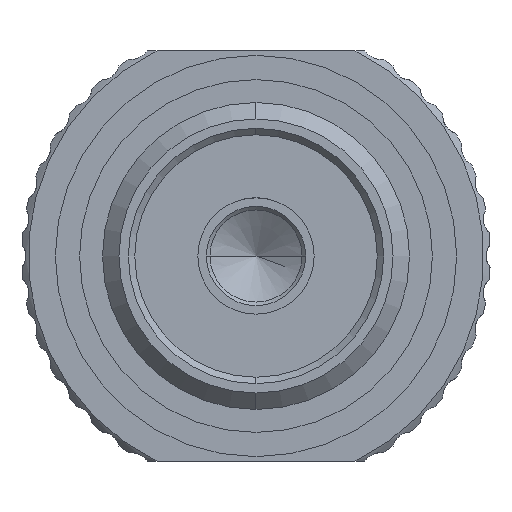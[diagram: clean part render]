
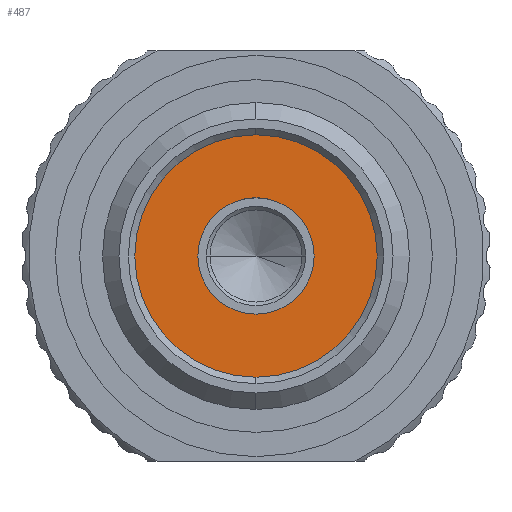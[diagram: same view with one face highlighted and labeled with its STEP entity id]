
A CAD part, left-side view. The second image highlights one B-rep face of the part: STEP entity #487.
In plain terms, the highlighted face is planar.
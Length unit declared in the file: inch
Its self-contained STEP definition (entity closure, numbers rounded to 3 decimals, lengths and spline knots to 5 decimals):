
#52 = ORIENTED_EDGE ( 'NONE', *, *, #6974, .T. ) ;
#346 = CARTESIAN_POINT ( 'NONE',  ( 0.34275, 0., 0. ) ) ;
#472 = VERTEX_POINT ( 'NONE', #4251 ) ;
#487 = ADVANCED_FACE ( 'NONE', ( #4763, #6031 ), #2604, .T. ) ;
#970 = ORIENTED_EDGE ( 'NONE', *, *, #3355, .F. ) ;
#1378 = DIRECTION ( 'NONE',  ( 1., 0., 0. ) ) ;
#1519 = DIRECTION ( 'NONE',  ( 0., 0., -1. ) ) ;
#1523 = CIRCLE ( 'NONE', #6928, 0.03568 ) ;
#1873 = CARTESIAN_POINT ( 'NONE',  ( 0.34275, 0., -0.03568 ) ) ;
#2196 = EDGE_LOOP ( 'NONE', ( #970, #4839 ) ) ;
#2465 = AXIS2_PLACEMENT_3D ( 'NONE', #3510, #1378, #6726 ) ;
#2604 = PLANE ( 'NONE',  #4246 ) ;
#2606 = AXIS2_PLACEMENT_3D ( 'NONE', #4679, #5105, #5150 ) ;
#2639 = EDGE_LOOP ( 'NONE', ( #52, #6523 ) ) ;
#2883 = VERTEX_POINT ( 'NONE', #6506 ) ;
#3172 = DIRECTION ( 'NONE',  ( 1., 0., 0. ) ) ;
#3215 = DIRECTION ( 'NONE',  ( 1., 0., 0. ) ) ;
#3268 = CARTESIAN_POINT ( 'NONE',  ( 0.34275, 0., 0. ) ) ;
#3355 = EDGE_CURVE ( 'NONE', #6724, #472, #4500, .T. ) ;
#3510 = CARTESIAN_POINT ( 'NONE',  ( 0.34275, 0., 0. ) ) ;
#3705 = EDGE_CURVE ( 'NONE', #472, #6724, #1523, .T. ) ;
#4203 = AXIS2_PLACEMENT_3D ( 'NONE', #3268, #3215, #4317 ) ;
#4246 = AXIS2_PLACEMENT_3D ( 'NONE', #5359, #3172, #1519 ) ;
#4251 = CARTESIAN_POINT ( 'NONE',  ( 0.34275, 0., 0.03568 ) ) ;
#4317 = DIRECTION ( 'NONE',  ( 0., 0., -1. ) ) ;
#4500 = CIRCLE ( 'NONE', #4203, 0.03568 ) ;
#4510 = CIRCLE ( 'NONE', #2606, 0.14764 ) ;
#4679 = CARTESIAN_POINT ( 'NONE',  ( 0.34275, 0., 0. ) ) ;
#4763 = FACE_OUTER_BOUND ( 'NONE', #2639, .T. ) ;
#4839 = ORIENTED_EDGE ( 'NONE', *, *, #3705, .F. ) ;
#5105 = DIRECTION ( 'NONE',  ( 1., 0., 0. ) ) ;
#5150 = DIRECTION ( 'NONE',  ( 0., 0., -1. ) ) ;
#5286 = CARTESIAN_POINT ( 'NONE',  ( 0.34275, 0., -0.14764 ) ) ;
#5359 = CARTESIAN_POINT ( 'NONE',  ( 0.34275, 0.14764, 0. ) ) ;
#5491 = VERTEX_POINT ( 'NONE', #5286 ) ;
#5749 = DIRECTION ( 'NONE',  ( 1., 0., 0. ) ) ;
#6031 = FACE_BOUND ( 'NONE', #2196, .T. ) ;
#6303 = DIRECTION ( 'NONE',  ( 0., 0., -1. ) ) ;
#6506 = CARTESIAN_POINT ( 'NONE',  ( 0.34275, 0., 0.14764 ) ) ;
#6523 = ORIENTED_EDGE ( 'NONE', *, *, #6806, .T. ) ;
#6724 = VERTEX_POINT ( 'NONE', #1873 ) ;
#6726 = DIRECTION ( 'NONE',  ( 0., 0., -1. ) ) ;
#6806 = EDGE_CURVE ( 'NONE', #2883, #5491, #6901, .T. ) ;
#6901 = CIRCLE ( 'NONE', #2465, 0.14764 ) ;
#6928 = AXIS2_PLACEMENT_3D ( 'NONE', #346, #5749, #6303 ) ;
#6974 = EDGE_CURVE ( 'NONE', #5491, #2883, #4510, .T. ) ;
